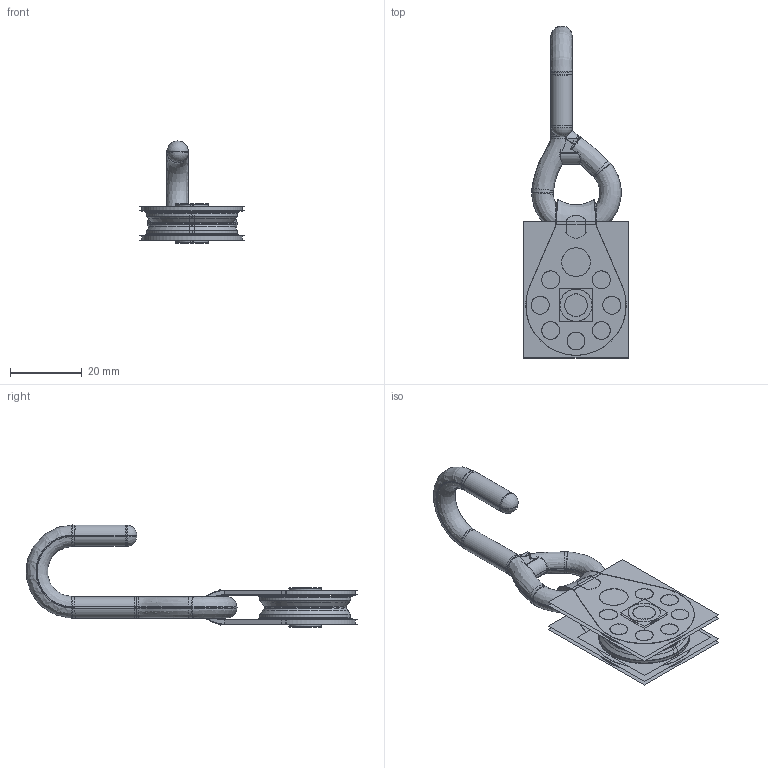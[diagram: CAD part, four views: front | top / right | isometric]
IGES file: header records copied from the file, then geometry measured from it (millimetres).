
Start section:  PTC IGES file: a4379hk.igs
Global section: file name: a4379hk.igs; native system: Creo Parametric by PTC Inc.; preprocessor: 2021284; author: Student; organization: Unknown; date: 20211201.164044; units: millimetre
Bounding box: 29.13 x 92.67 x 28.49 mm (x, y, z)
Surface area: 28064.6 mm2 (no closed solid volume)
Topology: 0 solids, 0 shells, 590 faces, 8380 edges, 10948 vertices
Faces by surface type: revolution 372, bspline 218
